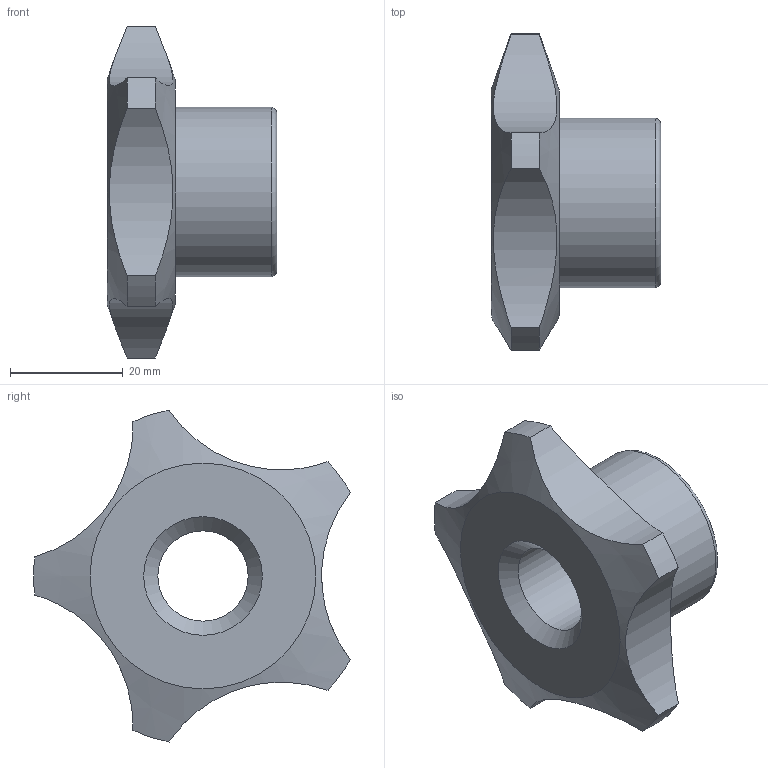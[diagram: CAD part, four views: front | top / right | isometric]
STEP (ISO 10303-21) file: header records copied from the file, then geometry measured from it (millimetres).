
FILE_DESCRIPTION(('STEP AP242'), '1');
FILE_NAME('08.07 Ðóêîÿòêà', '', ('UNSPECIFIED'), ('UNSPECIFIED'), 'ASCON STEP Converter 1.6', 'ASCON Math Kernel', '');
FILE_SCHEMA(('AP242_MANAGED_MODEL_BASED_3D_ENGINEERING_MIM_LF { 1 0 10303 442 1 1 4 }'));
Length unit declared in the file: millimetre
Products named in the file (1): 08.0724
Bounding box: 30 x 56.1 x 58.79 mm (x, y, z)
Volume: 27618.2 mm3; surface area: 8161.4 mm2
Topology: 1 solids, 1 shells, 20 faces, 48 edges, 31 vertices
Faces by surface type: cylinder 12, cone 4, plane 3, torus 1
Full cylindrical faces by diameter (mm): 16 x1, 30 x1
Entity records: 1418 total; most frequent: CARTESIAN_POINT 773, DIRECTION 94, ORIENTED_EDGE 82, AXIS2_PLACEMENT_3D 42, EDGE_CURVE 41, VERTEX_POINT 31, EDGE_LOOP 30, COLOUR_RGB 21
